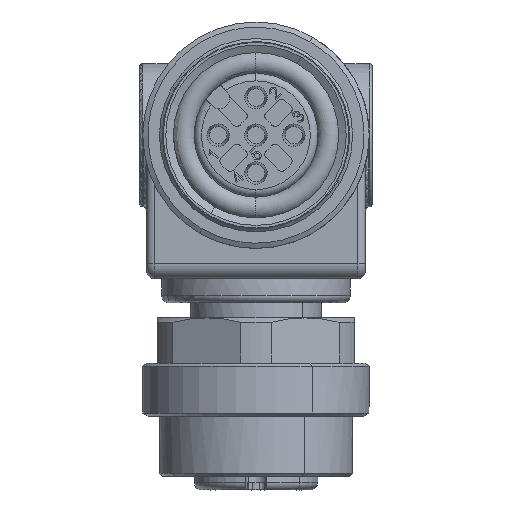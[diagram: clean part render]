
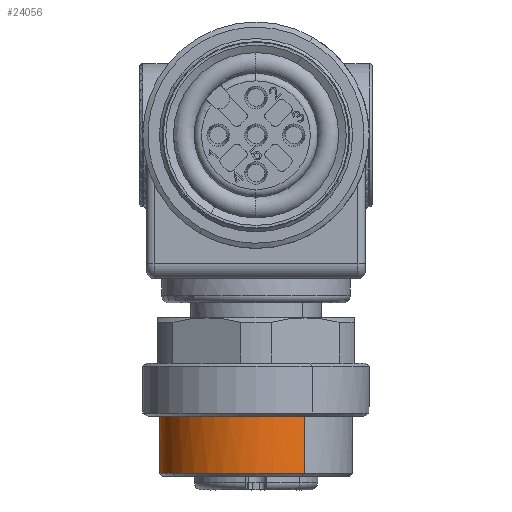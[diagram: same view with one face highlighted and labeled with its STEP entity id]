
A CAD part, left-side view. The second image highlights one B-rep face of the part: STEP entity #24056.
In plain terms, the highlighted cylindrical face has radius 6.4 mm (diameter 12.8 mm), a partial arc.
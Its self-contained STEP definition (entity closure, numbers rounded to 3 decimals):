
#24018=AXIS2_PLACEMENT_3D('Cylinder Axis2P3D',#24015,#24016,#24017) ;
#24039=AXIS2_PLACEMENT_3D('Circle Axis2P3D',#24037,#24038,$) ;
#23955=CARTESIAN_POINT('Control Point',(18.957,4.5,4.9)) ;
#23956=CARTESIAN_POINT('Control Point',(18.648,5.037,4.9)) ;
#23957=CARTESIAN_POINT('Control Point',(18.403,5.611,4.9)) ;
#23958=CARTESIAN_POINT('Control Point',(18.229,6.212,4.9)) ;
#23959=CARTESIAN_POINT('Control Point',(18.03,7.444,4.9)) ;
#23960=CARTESIAN_POINT('Control Point',(18.131,8.689,4.9)) ;
#23961=CARTESIAN_POINT('Control Point',(18.257,9.302,4.9)) ;
#23962=CARTESIAN_POINT('Control Point',(18.655,10.485,4.9)) ;
#23963=CARTESIAN_POINT('Control Point',(19.323,11.539,4.9)) ;
#23964=CARTESIAN_POINT('Control Point',(19.72,12.023,4.9)) ;
#23965=CARTESIAN_POINT('Control Point',(20.623,12.886,4.9)) ;
#23966=CARTESIAN_POINT('Control Point',(21.705,13.508,4.9)) ;
#23967=CARTESIAN_POINT('Control Point',(22.281,13.751,4.9)) ;
#23968=CARTESIAN_POINT('Control Point',(23.482,14.094,4.9)) ;
#23969=CARTESIAN_POINT('Control Point',(24.729,14.141,4.9)) ;
#23970=CARTESIAN_POINT('Control Point',(25.353,14.089,4.9)) ;
#23971=CARTESIAN_POINT('Control Point',(26.575,13.834,4.9)) ;
#23972=CARTESIAN_POINT('Control Point',(27.701,13.294,4.9)) ;
#23973=CARTESIAN_POINT('Control Point',(28.228,12.957,4.9)) ;
#23974=CARTESIAN_POINT('Control Point',(28.945,12.366,4.9)) ;
#23975=CARTESIAN_POINT('Control Point',(29.542,11.66,4.9)) ;
#23976=CARTESIAN_POINT('Control Point',(29.724,11.416,4.9)) ;
#23977=CARTESIAN_POINT('Control Point',(29.891,11.163,4.9)) ;
#23978=CARTESIAN_POINT('Control Point',(30.043,10.9,4.9)) ;
#23979=CARTESIAN_POINT('Vertex',(18.957,4.5,4.9)) ;
#23981=CARTESIAN_POINT('Vertex',(30.043,10.9,4.9)) ;
#24015=CARTESIAN_POINT('Axis2P3D Location',(24.5,7.7,0.9)) ;
#24020=CARTESIAN_POINT('Line Origine',(30.043,10.9,0.9)) ;
#24024=CARTESIAN_POINT('Vertex',(30.043,10.9,1.1)) ;
#24028=CARTESIAN_POINT('Control Point',(30.043,10.9,1.1)) ;
#24029=CARTESIAN_POINT('Control Point',(29.037,12.641,1.1)) ;
#24030=CARTESIAN_POINT('Control Point',(27.349,13.99,1.1)) ;
#24031=CARTESIAN_POINT('Control Point',(25.178,14.572,1.1)) ;
#24032=CARTESIAN_POINT('Control Point',(23.041,14.248,1.1)) ;
#24033=CARTESIAN_POINT('Control Point',(21.3,13.243,1.1)) ;
#24034=CARTESIAN_POINT('Vertex',(21.3,13.243,1.1)) ;
#24037=CARTESIAN_POINT('Axis2P3D Location',(24.5,7.7,1.1)) ;
#24041=CARTESIAN_POINT('Vertex',(18.957,4.5,1.1)) ;
#24044=CARTESIAN_POINT('Line Origine',(18.957,4.5,0.9)) ;
#24016=DIRECTION('Axis2P3D Direction',(0.,0.,-1.)) ;
#24017=DIRECTION('Axis2P3D XDirection',(-0.866,-0.5,0.)) ;
#24021=DIRECTION('Vector Direction',(0.,0.,-1.)) ;
#24038=DIRECTION('Axis2P3D Direction',(0.,0.,-1.)) ;
#24045=DIRECTION('Vector Direction',(0.,0.,-1.)) ;
#24022=VECTOR('Line Direction',#24021,1.) ;
#24046=VECTOR('Line Direction',#24045,1.) ;
#24050=ORIENTED_EDGE('',*,*,#24026,.T.) ;
#24051=ORIENTED_EDGE('',*,*,#24036,.T.) ;
#24052=ORIENTED_EDGE('',*,*,#24043,.T.) ;
#24053=ORIENTED_EDGE('',*,*,#24048,.T.) ;
#24054=ORIENTED_EDGE('',*,*,#23983,.T.) ;
#24056=ADVANCED_FACE('Hauptk\X2\00F6\X0\rper',(#24055),#24019,.T.) ;
#23954=B_SPLINE_CURVE_WITH_KNOTS('',5,(#23955,#23956,#23957,#23958,#23959,#23960,#23961,#23962,#23963,#23964,#23965,#23966,#23967,#23968,#23969,#23970,#23971,#23972,#23973,#23974,#23975,#23976,#23977,#23978),.UNSPECIFIED.,.F.,.U.,(6,3,3,3,3,3,3,6),(0.,4.382,8.763,13.145,17.527,21.909,26.29,28.434),.UNSPECIFIED.) ;
#24027=B_SPLINE_CURVE_WITH_KNOTS('',5,(#24028,#24029,#24030,#24031,#24032,#24033),.UNSPECIFIED.,.F.,.U.,(6,6),(-5.027,5.027),.UNSPECIFIED.) ;
#24040=CIRCLE('generated circle',#24039,6.4) ;
#24019=CYLINDRICAL_SURFACE('generated cylinder',#24018,6.4) ;
#23983=EDGE_CURVE('',#23980,#23982,#23954,.T.) ;
#24026=EDGE_CURVE('',#23982,#24025,#24023,.T.) ;
#24036=EDGE_CURVE('',#24025,#24035,#24027,.T.) ;
#24043=EDGE_CURVE('',#24035,#24042,#24040,.F.) ;
#24048=EDGE_CURVE('',#24042,#23980,#24047,.F.) ;
#24049=EDGE_LOOP('',(#24050,#24051,#24052,#24053,#24054)) ;
#24055=FACE_OUTER_BOUND('',#24049,.T.) ;
#24023=LINE('Line',#24020,#24022) ;
#24047=LINE('Line',#24044,#24046) ;
#23980=VERTEX_POINT('',#23979) ;
#23982=VERTEX_POINT('',#23981) ;
#24025=VERTEX_POINT('',#24024) ;
#24035=VERTEX_POINT('',#24034) ;
#24042=VERTEX_POINT('',#24041) ;
